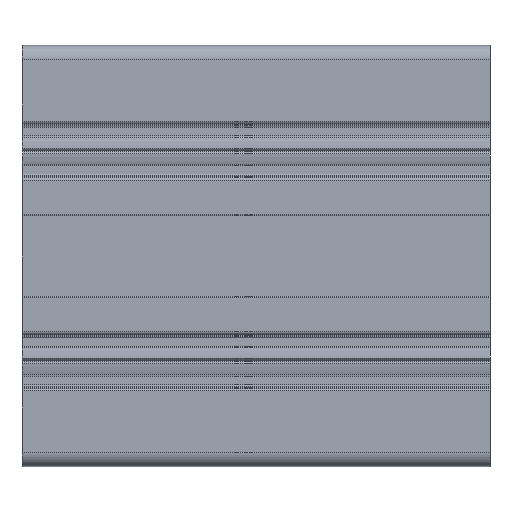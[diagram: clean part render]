
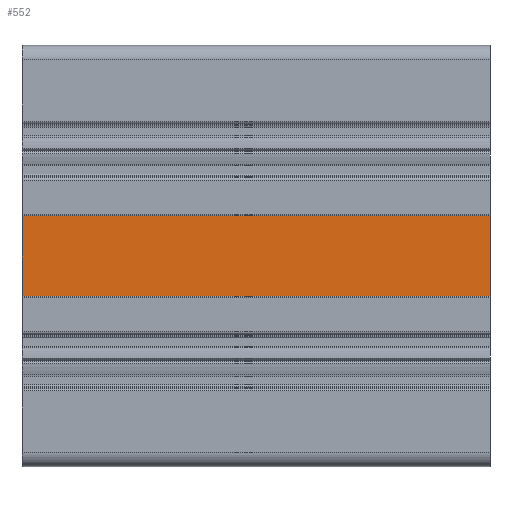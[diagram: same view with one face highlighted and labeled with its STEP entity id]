
A CAD part, front view. The second image highlights one B-rep face of the part: STEP entity #552.
In plain terms, the highlighted planar face has unit normal (0, -1, 0).
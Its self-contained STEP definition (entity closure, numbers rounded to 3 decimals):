
#552 = ADVANCED_FACE ( 'NONE', ( #9004 ), #4140, .F. ) ;
#2125 = VECTOR ( 'NONE', #13171, 1000. ) ;
#2126 = CARTESIAN_POINT ( 'NONE',  ( 59.184, 33.398, -8.65 ) ) ;
#2998 = ORIENTED_EDGE ( 'NONE', *, *, #12210, .F. ) ;
#3184 = VERTEX_POINT ( 'NONE', #12384 ) ;
#4140 = PLANE ( 'NONE',  #5811 ) ;
#4194 = DIRECTION ( 'NONE',  ( 0., 0., 1. ) ) ;
#4897 = LINE ( 'NONE', #2126, #2125 ) ;
#5552 = CARTESIAN_POINT ( 'NONE',  ( -40.816, 33.398, 8.65 ) ) ;
#5811 = AXIS2_PLACEMENT_3D ( 'NONE', #9727, #10821, #4194 ) ;
#6482 = CARTESIAN_POINT ( 'NONE',  ( 59.184, 33.398, -8.65 ) ) ;
#6489 = EDGE_CURVE ( 'NONE', #10215, #11798, #9046, .T. ) ;
#6837 = DIRECTION ( 'NONE',  ( 0., 0., -1. ) ) ;
#6913 = LINE ( 'NONE', #8323, #13487 ) ;
#6956 = EDGE_CURVE ( 'NONE', #10215, #7797, #6913, .T. ) ;
#7104 = VECTOR ( 'NONE', #9888, 1000. ) ;
#7797 = VERTEX_POINT ( 'NONE', #5552 ) ;
#7819 = CARTESIAN_POINT ( 'NONE',  ( 59.184, 33.398, 8.65 ) ) ;
#8323 = CARTESIAN_POINT ( 'NONE',  ( 59.184, 33.398, 8.65 ) ) ;
#9004 = FACE_OUTER_BOUND ( 'NONE', #10566, .T. ) ;
#9046 = LINE ( 'NONE', #6482, #7104 ) ;
#9541 = DIRECTION ( 'NONE',  ( -1., 0., 0. ) ) ;
#9727 = CARTESIAN_POINT ( 'NONE',  ( 59.184, 33.398, -8.65 ) ) ;
#9888 = DIRECTION ( 'NONE',  ( 0., 0., -1. ) ) ;
#9950 = ORIENTED_EDGE ( 'NONE', *, *, #6489, .F. ) ;
#10215 = VERTEX_POINT ( 'NONE', #7819 ) ;
#10566 = EDGE_LOOP ( 'NONE', ( #13283, #2998, #9950, #13205 ) ) ;
#10686 = EDGE_CURVE ( 'NONE', #7797, #3184, #14267, .T. ) ;
#10821 = DIRECTION ( 'NONE',  ( 0., 1., 0. ) ) ;
#11182 = CARTESIAN_POINT ( 'NONE',  ( -40.816, 33.398, -8.65 ) ) ;
#11798 = VERTEX_POINT ( 'NONE', #13431 ) ;
#12210 = EDGE_CURVE ( 'NONE', #11798, #3184, #4897, .T. ) ;
#12384 = CARTESIAN_POINT ( 'NONE',  ( -40.816, 33.398, -8.65 ) ) ;
#12857 = VECTOR ( 'NONE', #6837, 1000. ) ;
#13171 = DIRECTION ( 'NONE',  ( -1., 0., 0. ) ) ;
#13205 = ORIENTED_EDGE ( 'NONE', *, *, #6956, .T. ) ;
#13283 = ORIENTED_EDGE ( 'NONE', *, *, #10686, .T. ) ;
#13431 = CARTESIAN_POINT ( 'NONE',  ( 59.184, 33.398, -8.65 ) ) ;
#13487 = VECTOR ( 'NONE', #9541, 1000. ) ;
#14267 = LINE ( 'NONE', #11182, #12857 ) ;
